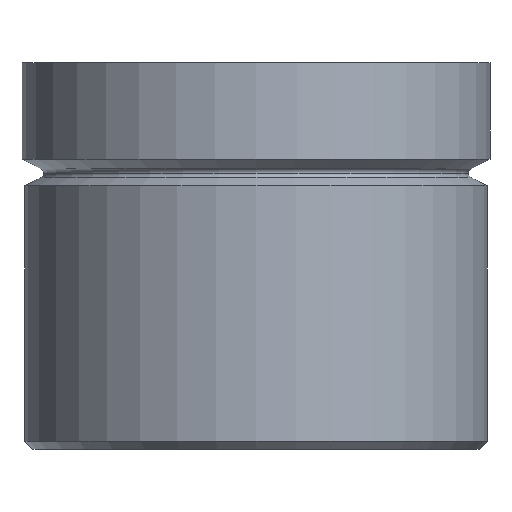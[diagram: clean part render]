
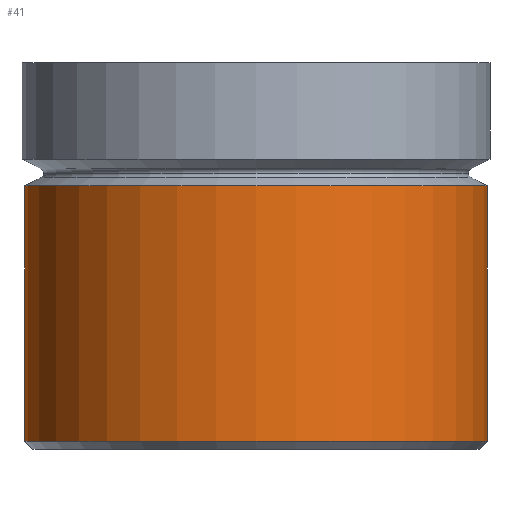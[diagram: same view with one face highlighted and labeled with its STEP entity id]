
A CAD part, front view. The second image highlights one B-rep face of the part: STEP entity #41.
In plain terms, the highlighted cylindrical face has radius 20.955 mm (diameter 41.91 mm), a partial arc.
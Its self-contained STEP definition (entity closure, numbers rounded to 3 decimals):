
#41 = ADVANCED_FACE ( 'NONE', ( #394 ), #393, .T. ) ;
#42 = ORIENTED_EDGE ( 'NONE', *, *, #108, .F. ) ;
#43 = ORIENTED_EDGE ( 'NONE', *, *, #44, .T. ) ;
#44 = EDGE_CURVE ( 'NONE', #164, #166, #324, .T. ) ;
#45 = ORIENTED_EDGE ( 'NONE', *, *, #111, .T. ) ;
#46 = ORIENTED_EDGE ( 'NONE', *, *, #47, .F. ) ;
#47 = EDGE_CURVE ( 'NONE', #152, #142, #315, .T. ) ;
#108 = EDGE_CURVE ( 'NONE', #164, #152, #298, .T. ) ;
#111 = EDGE_CURVE ( 'NONE', #166, #142, #294, .T. ) ;
#121 = EDGE_LOOP ( 'NONE', ( #42, #43, #45, #46 ) ) ;
#142 = VERTEX_POINT ( 'NONE', #188 ) ;
#152 = VERTEX_POINT ( 'NONE', #512 ) ;
#164 = VERTEX_POINT ( 'NONE', #482 ) ;
#166 = VERTEX_POINT ( 'NONE', #481 ) ;
#188 = CARTESIAN_POINT ( 'NONE',  ( 20.955, 0., -11.155 ) ) ;
#291 = DIRECTION ( 'NONE',  ( 0., 0., 1. ) ) ;
#292 = VECTOR ( 'NONE', #291, 1000. ) ;
#293 = CARTESIAN_POINT ( 'NONE',  ( 20.955, 0., 0. ) ) ;
#294 = LINE ( 'NONE', #293, #292 ) ;
#295 = DIRECTION ( 'NONE',  ( 0., 0., 1. ) ) ;
#296 = VECTOR ( 'NONE', #295, 1000. ) ;
#297 = CARTESIAN_POINT ( 'NONE',  ( -20.955, 0., 0. ) ) ;
#298 = LINE ( 'NONE', #297, #296 ) ;
#311 = DIRECTION ( 'NONE',  ( 1., 0., 0. ) ) ;
#312 = DIRECTION ( 'NONE',  ( 0., 0., 1. ) ) ;
#313 = CARTESIAN_POINT ( 'NONE',  ( 0., 0., -11.155 ) ) ;
#314 = AXIS2_PLACEMENT_3D ( 'NONE', #313, #312, #311 ) ;
#315 = CIRCLE ( 'NONE', #314, 20.955 ) ;
#316 = DIRECTION ( 'NONE',  ( 1., 0., 0. ) ) ;
#317 = DIRECTION ( 'NONE',  ( 0., 0., 1. ) ) ;
#318 = CARTESIAN_POINT ( 'NONE',  ( 0., 0., -34.268 ) ) ;
#319 = AXIS2_PLACEMENT_3D ( 'NONE', #318, #317, #316 ) ;
#320 = DIRECTION ( 'NONE',  ( 1., 0., 0. ) ) ;
#321 = DIRECTION ( 'NONE',  ( 0., 0., 1. ) ) ;
#322 = CARTESIAN_POINT ( 'NONE',  ( 0., 0., 0. ) ) ;
#323 = AXIS2_PLACEMENT_3D ( 'NONE', #322, #321, #320 ) ;
#324 = CIRCLE ( 'NONE', #319, 20.955 ) ;
#393 = CYLINDRICAL_SURFACE ( 'NONE', #323, 20.955 ) ;
#394 = FACE_OUTER_BOUND ( 'NONE', #121, .T. ) ;
#481 = CARTESIAN_POINT ( 'NONE',  ( 20.955, 0., -34.268 ) ) ;
#482 = CARTESIAN_POINT ( 'NONE',  ( -20.955, 0., -34.268 ) ) ;
#512 = CARTESIAN_POINT ( 'NONE',  ( -20.955, 0., -11.155 ) ) ;
